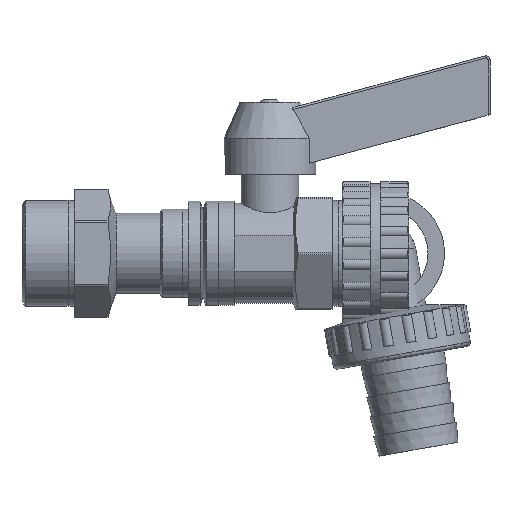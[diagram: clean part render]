
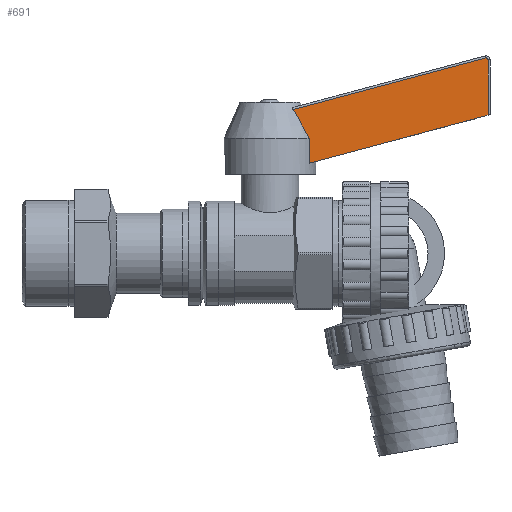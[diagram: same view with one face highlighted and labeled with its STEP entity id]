
A CAD part, left-side view. The second image highlights one B-rep face of the part: STEP entity #691.
In plain terms, the highlighted face is planar.
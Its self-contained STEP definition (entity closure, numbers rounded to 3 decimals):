
#691 = ADVANCED_FACE( '', ( #1497 ), #1498, .T. );
#1497 = FACE_OUTER_BOUND( '', #2400, .T. );
#1498 = PLANE( '', #2401 );
#2400 = EDGE_LOOP( '', ( #4132, #4133, #4134, #4135, #4136, #4137, #4138 ) );
#2401 = AXIS2_PLACEMENT_3D( '', #4139, #4140, #4141 );
#4132 = ORIENTED_EDGE( '', *, *, #4972, .T. );
#4133 = ORIENTED_EDGE( '', *, *, #5185, .T. );
#4134 = ORIENTED_EDGE( '', *, *, #5067, .F. );
#4135 = ORIENTED_EDGE( '', *, *, #4884, .T. );
#4136 = ORIENTED_EDGE( '', *, *, #4883, .F. );
#4137 = ORIENTED_EDGE( '', *, *, #4896, .F. );
#4138 = ORIENTED_EDGE( '', *, *, #4976, .T. );
#4139 = CARTESIAN_POINT( '', ( 5.555, 45.469, 6. ) );
#4140 = DIRECTION( '', ( 0., 0., 1. ) );
#4141 = DIRECTION( '', ( 1., 0., 0. ) );
#4883 = EDGE_CURVE( '', #5808, #5810, #5811, .T. );
#4884 = EDGE_CURVE( '', #5812, #5810, #5813, .T. );
#4896 = EDGE_CURVE( '', #5829, #5808, #5831, .T. );
#4972 = EDGE_CURVE( '', #5940, #5941, #5942, .T. );
#4976 = EDGE_CURVE( '', #5829, #5940, #5946, .T. );
#5067 = EDGE_CURVE( '', #5812, #6063, #6064, .T. );
#5185 = EDGE_CURVE( '', #5941, #6063, #6209, .T. );
#5808 = VERTEX_POINT( '', #7406 );
#5810 = VERTEX_POINT( '', #7408 );
#5811 = B_SPLINE_CURVE_WITH_KNOTS( '', 3, ( #7409, #7410, #7411, #7412, #7413, #7414, #7415, #7416, #7417, #7418, #7419, #7420, #7421, #7422, #7423, #7424, #7425, #7426, #7427, #7428, #7429, #7430, #7431, #7432, #7433, #7434, #7435, #7436, #7437, #7438, #7439 ), .UNSPECIFIED., .F., .F., ( 4, 3, 3, 3, 3, 3, 3, 3, 3, 3, 4 ), ( 0., 0.832, 1.664, 2.497, 3.329, 4.161, 4.994, 5.41, 5.826, 6.242, 6.658 ), .UNSPECIFIED. );
#5812 = VERTEX_POINT( '', #7440 );
#5813 = B_SPLINE_CURVE_WITH_KNOTS( '', 3, ( #7441, #7442, #7443, #7444, #7445, #7446, #7447, #7448, #7449, #7450, #7451, #7452, #7453 ), .UNSPECIFIED., .F., .F., ( 4, 3, 3, 3, 4 ), ( 0., 0.392, 0.783, 1.175, 1.567 ), .UNSPECIFIED. );
#5829 = VERTEX_POINT( '', #7602 );
#5831 = LINE( '', #7604, #7605 );
#5940 = VERTEX_POINT( '', #7819 );
#5941 = VERTEX_POINT( '', #7820 );
#5942 = LINE( '', #7821, #7822 );
#5946 = LINE( '', #7826, #7827 );
#6063 = VERTEX_POINT( '', #7990 );
#6064 = LINE( '', #7991, #7992 );
#6209 = CIRCLE( '', #8201, 0.5 );
#7406 = CARTESIAN_POINT( '', ( 9.811, 37.85, 6. ) );
#7408 = CARTESIAN_POINT( '', ( 6.589, 43.675, 6. ) );
#7409 = CARTESIAN_POINT( '', ( 9.811, 37.85, 6. ) );
#7410 = CARTESIAN_POINT( '', ( 9.683, 38.096, 6. ) );
#7411 = CARTESIAN_POINT( '', ( 9.554, 38.342, 6. ) );
#7412 = CARTESIAN_POINT( '', ( 9.425, 38.587, 6. ) );
#7413 = CARTESIAN_POINT( '', ( 9.295, 38.833, 6. ) );
#7414 = CARTESIAN_POINT( '', ( 9.165, 39.078, 6. ) );
#7415 = CARTESIAN_POINT( '', ( 9.035, 39.322, 6. ) );
#7416 = CARTESIAN_POINT( '', ( 8.904, 39.567, 6. ) );
#7417 = CARTESIAN_POINT( '', ( 8.773, 39.812, 6. ) );
#7418 = CARTESIAN_POINT( '', ( 8.641, 40.056, 6. ) );
#7419 = CARTESIAN_POINT( '', ( 8.509, 40.3, 6. ) );
#7420 = CARTESIAN_POINT( '', ( 8.376, 40.543, 6. ) );
#7421 = CARTESIAN_POINT( '', ( 8.242, 40.786, 6. ) );
#7422 = CARTESIAN_POINT( '', ( 8.109, 41.03, 6. ) );
#7423 = CARTESIAN_POINT( '', ( 7.974, 41.272, 6. ) );
#7424 = CARTESIAN_POINT( '', ( 7.839, 41.514, 6. ) );
#7425 = CARTESIAN_POINT( '', ( 7.703, 41.756, 6. ) );
#7426 = CARTESIAN_POINT( '', ( 7.567, 41.998, 6. ) );
#7427 = CARTESIAN_POINT( '', ( 7.429, 42.239, 6. ) );
#7428 = CARTESIAN_POINT( '', ( 7.36, 42.359, 6. ) );
#7429 = CARTESIAN_POINT( '', ( 7.291, 42.479, 6. ) );
#7430 = CARTESIAN_POINT( '', ( 7.222, 42.599, 6. ) );
#7431 = CARTESIAN_POINT( '', ( 7.152, 42.72, 6. ) );
#7432 = CARTESIAN_POINT( '', ( 7.083, 42.839, 6. ) );
#7433 = CARTESIAN_POINT( '', ( 7.013, 42.959, 6. ) );
#7434 = CARTESIAN_POINT( '', ( 6.943, 43.079, 6. ) );
#7435 = CARTESIAN_POINT( '', ( 6.872, 43.198, 6. ) );
#7436 = CARTESIAN_POINT( '', ( 6.802, 43.318, 6. ) );
#7437 = CARTESIAN_POINT( '', ( 6.731, 43.437, 6. ) );
#7438 = CARTESIAN_POINT( '', ( 6.66, 43.556, 6. ) );
#7439 = CARTESIAN_POINT( '', ( 6.589, 43.675, 6. ) );
#7440 = CARTESIAN_POINT( '', ( 5.763, 45.007, 6. ) );
#7441 = CARTESIAN_POINT( '', ( 5.763, 45.007, 6. ) );
#7442 = CARTESIAN_POINT( '', ( 5.833, 44.897, 6. ) );
#7443 = CARTESIAN_POINT( '', ( 5.903, 44.787, 6. ) );
#7444 = CARTESIAN_POINT( '', ( 5.973, 44.676, 6. ) );
#7445 = CARTESIAN_POINT( '', ( 6.043, 44.566, 6. ) );
#7446 = CARTESIAN_POINT( '', ( 6.112, 44.455, 6. ) );
#7447 = CARTESIAN_POINT( '', ( 6.181, 44.344, 6. ) );
#7448 = CARTESIAN_POINT( '', ( 6.249, 44.233, 6. ) );
#7449 = CARTESIAN_POINT( '', ( 6.318, 44.122, 6. ) );
#7450 = CARTESIAN_POINT( '', ( 6.386, 44.01, 6. ) );
#7451 = CARTESIAN_POINT( '', ( 6.454, 43.899, 6. ) );
#7452 = CARTESIAN_POINT( '', ( 6.521, 43.787, 6. ) );
#7453 = CARTESIAN_POINT( '', ( 6.589, 43.675, 6. ) );
#7602 = CARTESIAN_POINT( '', ( 9.811, 31.597, 6. ) );
#7604 = CARTESIAN_POINT( '', ( 9.811, 37.85, 6. ) );
#7605 = VECTOR( '', #8757, 1000. );
#7819 = CARTESIAN_POINT( '', ( 54.5, 43.572, 6. ) );
#7820 = CARTESIAN_POINT( '', ( 54.5, 57.414, 6. ) );
#7821 = CARTESIAN_POINT( '', ( 54.5, 37.85, 6. ) );
#7822 = VECTOR( '', #8857, 1000. );
#7826 = CARTESIAN_POINT( '', ( 2.402, 29.612, 6. ) );
#7827 = VECTOR( '', #8864, 1000. );
#7990 = CARTESIAN_POINT( '', ( 53.871, 57.897, 6. ) );
#7991 = CARTESIAN_POINT( '', ( 2.402, 44.106, 6. ) );
#7992 = VECTOR( '', #9016, 1000. );
#8201 = AXIS2_PLACEMENT_3D( '', #9158, #9159, #9160 );
#8757 = DIRECTION( '', ( 0., 1., 0. ) );
#8857 = DIRECTION( '', ( 0., 1., 0. ) );
#8864 = DIRECTION( '', ( 0.966, 0.259, 0. ) );
#9016 = DIRECTION( '', ( 0.966, 0.259, 0. ) );
#9158 = CARTESIAN_POINT( '', ( 54., 57.414, 6. ) );
#9159 = DIRECTION( '', ( 0., 0., 1. ) );
#9160 = DIRECTION( '', ( -1., 0., 0. ) );
